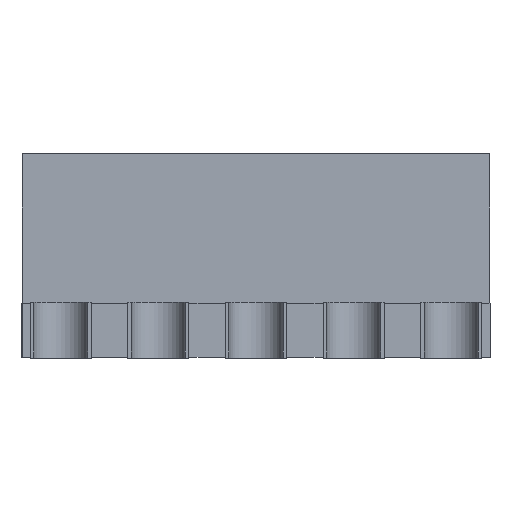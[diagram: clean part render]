
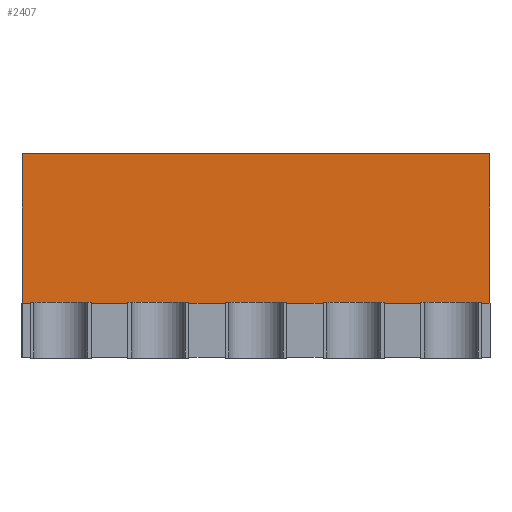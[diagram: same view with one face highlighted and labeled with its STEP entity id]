
A CAD part, left-side view. The second image highlights one B-rep face of the part: STEP entity #2407.
In plain terms, the highlighted planar face has unit normal (-1, 0, 0).
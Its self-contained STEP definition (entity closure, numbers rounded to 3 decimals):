
#182 = CARTESIAN_POINT ( 'NONE',  ( -3.902, -3.453, 3. ) ) ;
#296 = DIRECTION ( 'NONE',  ( -1., 0., 0. ) ) ;
#453 = LINE ( 'NONE', #17729, #17597 ) ;
#1158 = CARTESIAN_POINT ( 'NONE',  ( -3.902, -3.453, 0.8 ) ) ;
#1410 = PLANE ( 'NONE',  #15466 ) ;
#1543 = LINE ( 'NONE', #5559, #14382 ) ;
#1549 = CARTESIAN_POINT ( 'NONE',  ( -3.903, 3.447, 3. ) ) ;
#2092 = VERTEX_POINT ( 'NONE', #7014 ) ;
#2407 = ADVANCED_FACE ( 'NONE', ( #11611 ), #1410, .T. ) ;
#3037 = CARTESIAN_POINT ( 'NONE',  ( -3.903, 3.447, 16.414 ) ) ;
#3039 = VERTEX_POINT ( 'NONE', #1549 ) ;
#3163 = VERTEX_POINT ( 'NONE', #1158 ) ;
#4727 = DIRECTION ( 'NONE',  ( 0., 0., -1. ) ) ;
#5432 = ORIENTED_EDGE ( 'NONE', *, *, #13359, .T. ) ;
#5559 = CARTESIAN_POINT ( 'NONE',  ( -3.902, -3.453, 0.8 ) ) ;
#6158 = CARTESIAN_POINT ( 'NONE',  ( -3.902, -3.453, 16.414 ) ) ;
#7014 = CARTESIAN_POINT ( 'NONE',  ( -3.903, 3.447, 0.8 ) ) ;
#7600 = VECTOR ( 'NONE', #14234, 1000. ) ;
#8201 = VECTOR ( 'NONE', #16685, 1000. ) ;
#8451 = VERTEX_POINT ( 'NONE', #182 ) ;
#8522 = ORIENTED_EDGE ( 'NONE', *, *, #14605, .F. ) ;
#8949 = EDGE_CURVE ( 'NONE', #8451, #3163, #453, .T. ) ;
#9331 = CARTESIAN_POINT ( 'NONE',  ( -3.902, -3.453, 3. ) ) ;
#9680 = ORIENTED_EDGE ( 'NONE', *, *, #13491, .T. ) ;
#9721 = ORIENTED_EDGE ( 'NONE', *, *, #8949, .F. ) ;
#11611 = FACE_OUTER_BOUND ( 'NONE', #11998, .T. ) ;
#11998 = EDGE_LOOP ( 'NONE', ( #9721, #9680, #5432, #8522 ) ) ;
#13359 = EDGE_CURVE ( 'NONE', #3039, #2092, #17341, .T. ) ;
#13491 = EDGE_CURVE ( 'NONE', #8451, #3039, #16866, .T. ) ;
#14234 = DIRECTION ( 'NONE',  ( 0., 0., -1. ) ) ;
#14382 = VECTOR ( 'NONE', #14396, 1000. ) ;
#14396 = DIRECTION ( 'NONE',  ( 0., 1., 0. ) ) ;
#14605 = EDGE_CURVE ( 'NONE', #3163, #2092, #1543, .T. ) ;
#15466 = AXIS2_PLACEMENT_3D ( 'NONE', #6158, #296, #17580 ) ;
#16685 = DIRECTION ( 'NONE',  ( 0., 1., 0. ) ) ;
#16866 = LINE ( 'NONE', #9331, #8201 ) ;
#17341 = LINE ( 'NONE', #3037, #7600 ) ;
#17580 = DIRECTION ( 'NONE',  ( 0., 0., 1. ) ) ;
#17597 = VECTOR ( 'NONE', #4727, 1000. ) ;
#17729 = CARTESIAN_POINT ( 'NONE',  ( -3.902, -3.453, 16.414 ) ) ;
